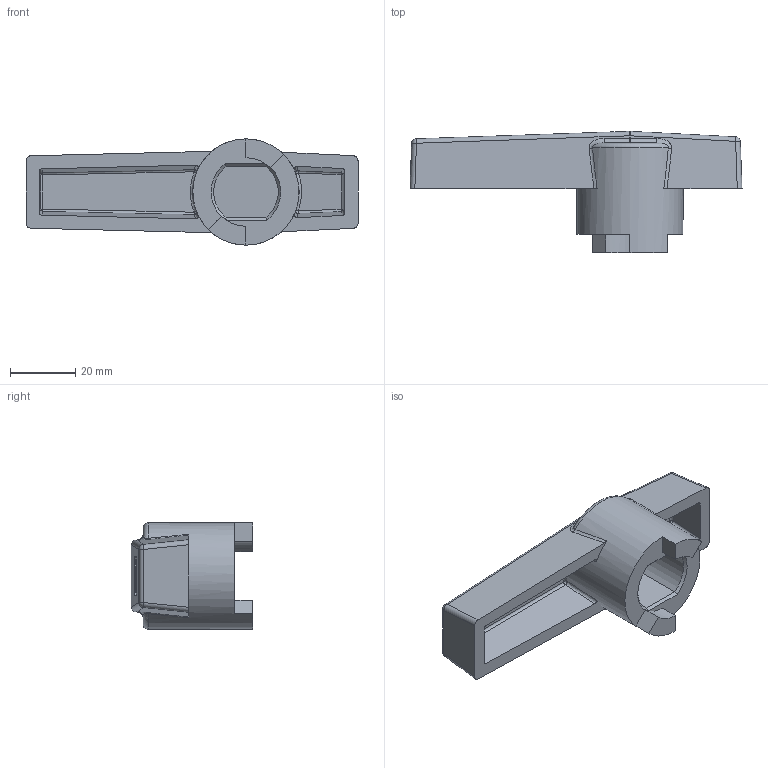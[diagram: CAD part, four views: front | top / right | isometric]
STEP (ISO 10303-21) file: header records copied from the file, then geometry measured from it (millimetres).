
FILE_DESCRIPTION(/* description */ ('UV HANDLE'),/* implementation_level */ '2;1');
FILE_NAME(/* name */ 'UV15153.stp',/* time_stamp */ '2016-12-05T11:22:18-05:00',/* author */ ('MJC'),/* organization */ (''),/* preprocessor_version */ 'ST-DEVELOPER v16.5',/* originating_system */ 'Autodesk Inventor 2017',/* authorisation */ '');
FILE_SCHEMA (('AUTOMOTIVE_DESIGN { 1 0 10303 214 3 1 1 }'));
Length unit declared in the file: inch
Products named in the file (1): UV15153
Bounding box: 101.6 x 37.08 x 32.51 mm (x, y, z)
Volume: 32677.1 mm3; surface area: 14109.5 mm2
Topology: 1 solids, 1 shells, 264 faces, 680 edges, 433 vertices
Faces by surface type: plane 122, bspline 89, cylinder 36, sphere 12, torus 3, cone 2
Full cylindrical faces by diameter (mm): 32.512 x1
Entity records: 8786 total; most frequent: CARTESIAN_POINT 2776, ORIENTED_EDGE 1356, DIRECTION 1032, EDGE_CURVE 678, VERTEX_POINT 432, LINE 388, VECTOR 388, AXIS2_PLACEMENT_3D 322
